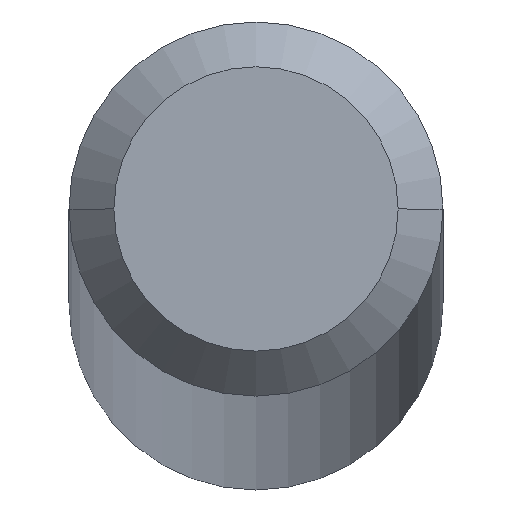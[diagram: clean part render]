
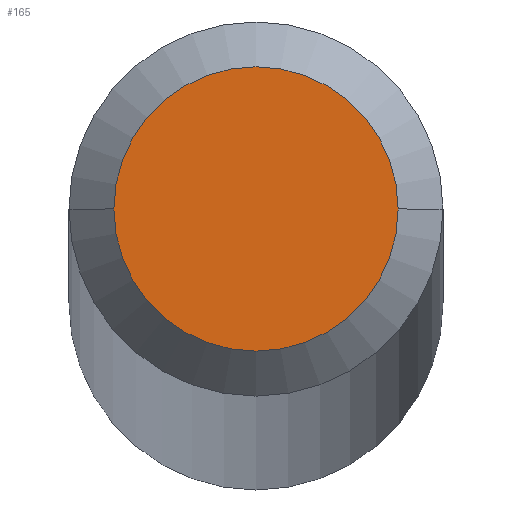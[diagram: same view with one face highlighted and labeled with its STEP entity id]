
A CAD part, top view. The second image highlights one B-rep face of the part: STEP entity #165.
In plain terms, the highlighted planar face has unit normal (0, 0, 1).
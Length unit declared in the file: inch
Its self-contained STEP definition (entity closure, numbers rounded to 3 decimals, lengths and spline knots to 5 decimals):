
#8 = CARTESIAN_POINT ( 'NONE',  ( 0., 0., 18. ) ) ;
#14 = EDGE_CURVE ( 'NONE', #60, #84, #113, .T. ) ;
#23 = FACE_OUTER_BOUND ( 'NONE', #37, .T. ) ;
#25 = DIRECTION ( 'NONE',  ( 0., 0., 1. ) ) ;
#34 = DIRECTION ( 'NONE',  ( 1., 0., 0. ) ) ;
#37 = EDGE_LOOP ( 'NONE', ( #210, #197 ) ) ;
#60 = VERTEX_POINT ( 'NONE', #74 ) ;
#65 = CIRCLE ( 'NONE', #202, 0.095 ) ;
#74 = CARTESIAN_POINT ( 'NONE',  ( 0.095, 0., 18. ) ) ;
#79 = EDGE_CURVE ( 'NONE', #84, #60, #65, .T. ) ;
#81 = DIRECTION ( 'NONE',  ( 1., 0., 0. ) ) ;
#84 = VERTEX_POINT ( 'NONE', #107 ) ;
#85 = AXIS2_PLACEMENT_3D ( 'NONE', #137, #25, #81 ) ;
#107 = CARTESIAN_POINT ( 'NONE',  ( -0.095, 0., 18. ) ) ;
#113 = CIRCLE ( 'NONE', #115, 0.095 ) ;
#115 = AXIS2_PLACEMENT_3D ( 'NONE', #8, #139, #34 ) ;
#128 = CARTESIAN_POINT ( 'NONE',  ( 0., 0., 18. ) ) ;
#136 = DIRECTION ( 'NONE',  ( 1., 0., 0. ) ) ;
#137 = CARTESIAN_POINT ( 'NONE',  ( 0., 0., 18. ) ) ;
#139 = DIRECTION ( 'NONE',  ( 0., 0., 1. ) ) ;
#165 = ADVANCED_FACE ( 'NONE', ( #23 ), #237, .T. ) ;
#188 = DIRECTION ( 'NONE',  ( 0., 0., 1. ) ) ;
#197 = ORIENTED_EDGE ( 'NONE', *, *, #14, .T. ) ;
#202 = AXIS2_PLACEMENT_3D ( 'NONE', #128, #188, #136 ) ;
#210 = ORIENTED_EDGE ( 'NONE', *, *, #79, .T. ) ;
#237 = PLANE ( 'NONE',  #85 ) ;
